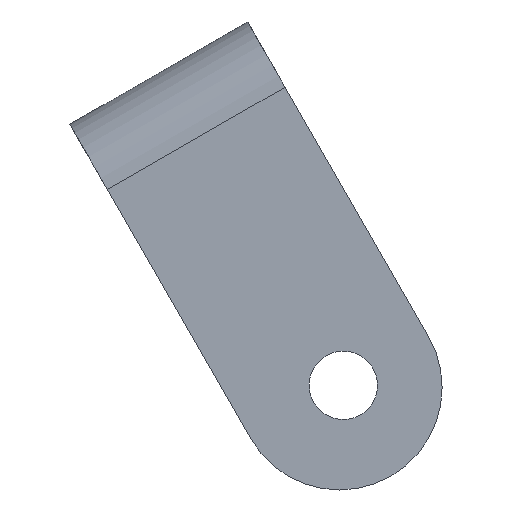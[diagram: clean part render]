
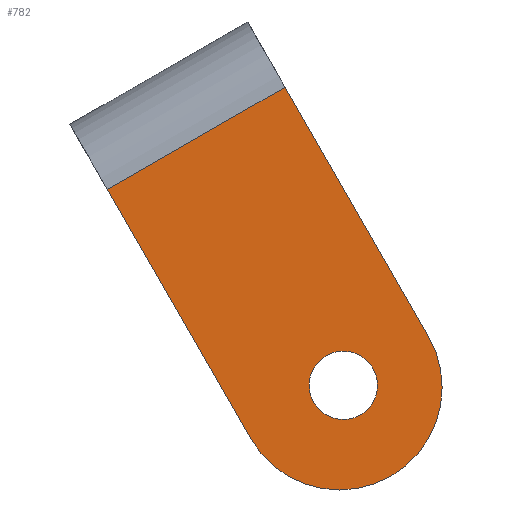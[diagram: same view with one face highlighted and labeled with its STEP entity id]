
A CAD part, left-side view. The second image highlights one B-rep face of the part: STEP entity #782.
In plain terms, the highlighted planar face has unit normal (-1, 0, 0).
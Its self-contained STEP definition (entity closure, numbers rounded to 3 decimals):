
#2 = DIRECTION ( 'NONE',  ( 1., 0., 0. ) ) ;
#24 = CIRCLE ( 'NONE', #241, 2.5 ) ;
#27 = VERTEX_POINT ( 'NONE', #669 ) ;
#36 = DIRECTION ( 'NONE',  ( 0., 0., -1. ) ) ;
#42 = EDGE_CURVE ( 'NONE', #27, #451, #185, .T. ) ;
#54 = FACE_BOUND ( 'NONE', #479, .T. ) ;
#57 = CARTESIAN_POINT ( 'NONE',  ( -17.5, 0., -37.812 ) ) ;
#71 = DIRECTION ( 'NONE',  ( 0., 0.499, 0.867 ) ) ;
#72 = EDGE_CURVE ( 'NONE', #325, #250, #289, .T. ) ;
#87 = ORIENTED_EDGE ( 'NONE', *, *, #742, .T. ) ;
#104 = CARTESIAN_POINT ( 'NONE',  ( -17.5, 4.259, -18.504 ) ) ;
#126 = CARTESIAN_POINT ( 'NONE',  ( -17.5, 17.26, -25.985 ) ) ;
#134 = LINE ( 'NONE', #509, #804 ) ;
#149 = ORIENTED_EDGE ( 'NONE', *, *, #310, .T. ) ;
#172 = CARTESIAN_POINT ( 'NONE',  ( -17.5, 0., -40.312 ) ) ;
#174 = CARTESIAN_POINT ( 'NONE',  ( -17.5, 0.272, -40.469 ) ) ;
#185 = CIRCLE ( 'NONE', #386, 7.5 ) ;
#211 = CIRCLE ( 'NONE', #581, 2.5 ) ;
#215 = ORIENTED_EDGE ( 'NONE', *, *, #543, .T. ) ;
#218 = EDGE_LOOP ( 'NONE', ( #149, #312, #87, #382, #230 ) ) ;
#230 = ORIENTED_EDGE ( 'NONE', *, *, #72, .F. ) ;
#241 = AXIS2_PLACEMENT_3D ( 'NONE', #668, #602, #36 ) ;
#250 = VERTEX_POINT ( 'NONE', #104 ) ;
#264 = DIRECTION ( 'NONE',  ( 0., -0.499, -0.867 ) ) ;
#270 = DIRECTION ( 'NONE',  ( 0., -0.867, 0.499 ) ) ;
#274 = LINE ( 'NONE', #329, #700 ) ;
#276 = VERTEX_POINT ( 'NONE', #322 ) ;
#278 = EDGE_CURVE ( 'NONE', #276, #250, #274, .T. ) ;
#289 = LINE ( 'NONE', #520, #566 ) ;
#296 = ORIENTED_EDGE ( 'NONE', *, *, #488, .T. ) ;
#310 = EDGE_CURVE ( 'NONE', #325, #27, #134, .T. ) ;
#311 = FACE_OUTER_BOUND ( 'NONE', #218, .T. ) ;
#312 = ORIENTED_EDGE ( 'NONE', *, *, #42, .T. ) ;
#318 = CARTESIAN_POINT ( 'NONE',  ( -17.5, 0., 0. ) ) ;
#322 = CARTESIAN_POINT ( 'NONE',  ( -17.5, -6.229, -36.728 ) ) ;
#323 = AXIS2_PLACEMENT_3D ( 'NONE', #318, #2, #558 ) ;
#325 = VERTEX_POINT ( 'NONE', #126 ) ;
#329 = CARTESIAN_POINT ( 'NONE',  ( -17.5, 6.254, -15.037 ) ) ;
#338 = VERTEX_POINT ( 'NONE', #759 ) ;
#360 = AXIS2_PLACEMENT_3D ( 'NONE', #174, #745, #801 ) ;
#381 = PLANE ( 'NONE',  #323 ) ;
#382 = ORIENTED_EDGE ( 'NONE', *, *, #278, .T. ) ;
#386 = AXIS2_PLACEMENT_3D ( 'NONE', #769, #584, #795 ) ;
#451 = VERTEX_POINT ( 'NONE', #723 ) ;
#479 = EDGE_LOOP ( 'NONE', ( #215, #296 ) ) ;
#488 = EDGE_CURVE ( 'NONE', #716, #338, #24, .T. ) ;
#491 = DIRECTION ( 'NONE',  ( 0., 0., -1. ) ) ;
#509 = CARTESIAN_POINT ( 'NONE',  ( -17.5, -0.197, -56.321 ) ) ;
#520 = CARTESIAN_POINT ( 'NONE',  ( -17.5, -6.94, -12.059 ) ) ;
#543 = EDGE_CURVE ( 'NONE', #338, #716, #211, .T. ) ;
#558 = DIRECTION ( 'NONE',  ( 0., 0., -1. ) ) ;
#566 = VECTOR ( 'NONE', #270, 1000. ) ;
#581 = AXIS2_PLACEMENT_3D ( 'NONE', #172, #736, #491 ) ;
#583 = CIRCLE ( 'NONE', #360, 7.5 ) ;
#584 = DIRECTION ( 'NONE',  ( -1., 0., 0. ) ) ;
#602 = DIRECTION ( 'NONE',  ( 1., 0., 0. ) ) ;
#668 = CARTESIAN_POINT ( 'NONE',  ( -17.5, 0., -40.312 ) ) ;
#669 = CARTESIAN_POINT ( 'NONE',  ( -17.5, 6.772, -44.21 ) ) ;
#700 = VECTOR ( 'NONE', #71, 1000. ) ;
#716 = VERTEX_POINT ( 'NONE', #57 ) ;
#723 = CARTESIAN_POINT ( 'NONE',  ( -17.5, 0.272, -47.969 ) ) ;
#736 = DIRECTION ( 'NONE',  ( 1., 0., 0. ) ) ;
#742 = EDGE_CURVE ( 'NONE', #451, #276, #583, .T. ) ;
#745 = DIRECTION ( 'NONE',  ( -1., 0., 0. ) ) ;
#759 = CARTESIAN_POINT ( 'NONE',  ( -17.5, 0., -42.812 ) ) ;
#769 = CARTESIAN_POINT ( 'NONE',  ( -17.5, 0.272, -40.469 ) ) ;
#782 = ADVANCED_FACE ( 'NONE', ( #54, #311 ), #381, .F. ) ;
#795 = DIRECTION ( 'NONE',  ( 0., 0., -1. ) ) ;
#801 = DIRECTION ( 'NONE',  ( 0., 0., -1. ) ) ;
#804 = VECTOR ( 'NONE', #264, 1000. ) ;
